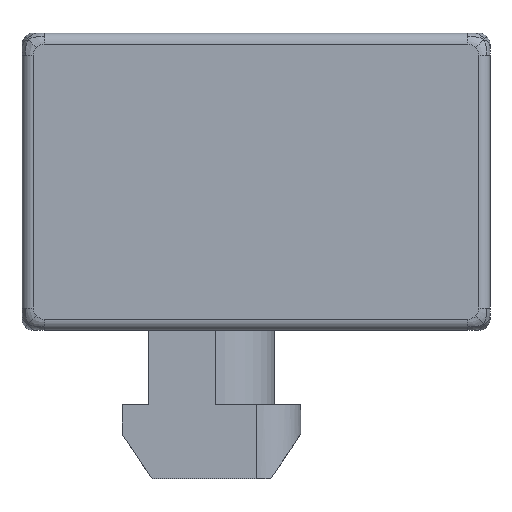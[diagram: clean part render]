
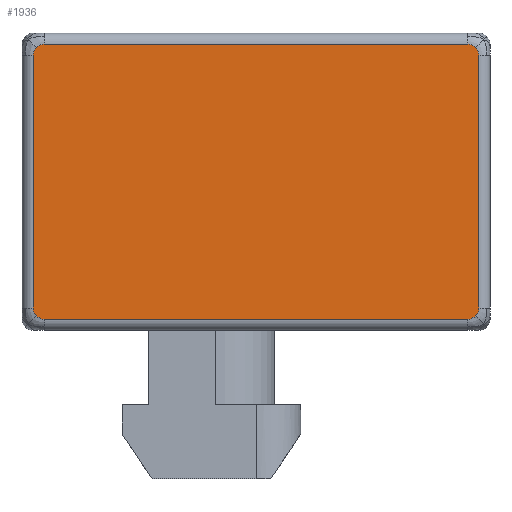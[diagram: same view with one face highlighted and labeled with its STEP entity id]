
A CAD part, front view. The second image highlights one B-rep face of the part: STEP entity #1936.
In plain terms, the highlighted planar face has unit normal (0, -1, 0).
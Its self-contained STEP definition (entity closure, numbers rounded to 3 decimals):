
#27=PLANE('',#2114);
#74=LINE('',#4896,#186);
#77=LINE('',#4900,#189);
#81=LINE('',#4906,#193);
#82=LINE('',#4908,#194);
#186=VECTOR('',#2409,10.);
#189=VECTOR('',#2414,10.);
#193=VECTOR('',#2422,10.);
#194=VECTOR('',#2425,10.);
#372=FACE_OUTER_BOUND('',#487,.T.);
#487=EDGE_LOOP('',(#1488,#1489,#1490,#1491,#1492,#1493,#1494,#1495,#1496,
#1497,#1498,#1499));
#584=CIRCLE('',#2040,0.75);
#587=CIRCLE('',#2043,0.75);
#600=CIRCLE('',#2056,0.75);
#603=CIRCLE('',#2059,0.75);
#614=CIRCLE('',#2070,0.75);
#617=CIRCLE('',#2073,0.75);
#624=CIRCLE('',#2080,0.75);
#627=CIRCLE('',#2083,0.75);
#777=VERTEX_POINT('',#3508);
#778=VERTEX_POINT('',#3515);
#780=VERTEX_POINT('',#3561);
#797=VERTEX_POINT('',#3892);
#798=VERTEX_POINT('',#3899);
#800=VERTEX_POINT('',#3945);
#813=VERTEX_POINT('',#4222);
#814=VERTEX_POINT('',#4229);
#816=VERTEX_POINT('',#4275);
#825=VERTEX_POINT('',#4460);
#826=VERTEX_POINT('',#4467);
#828=VERTEX_POINT('',#4513);
#981=EDGE_CURVE('',#777,#778,#584,.T.);
#985=EDGE_CURVE('',#780,#777,#587,.T.);
#1007=EDGE_CURVE('',#797,#798,#600,.T.);
#1011=EDGE_CURVE('',#800,#797,#603,.T.);
#1029=EDGE_CURVE('',#813,#814,#614,.T.);
#1033=EDGE_CURVE('',#816,#813,#617,.T.);
#1045=EDGE_CURVE('',#825,#826,#624,.T.);
#1049=EDGE_CURVE('',#828,#825,#627,.T.);
#1083=EDGE_CURVE('',#814,#780,#74,.T.);
#1086=EDGE_CURVE('',#778,#800,#77,.T.);
#1090=EDGE_CURVE('',#798,#828,#81,.T.);
#1091=EDGE_CURVE('',#826,#816,#82,.T.);
#1488=ORIENTED_EDGE('',*,*,#985,.F.);
#1489=ORIENTED_EDGE('',*,*,#1083,.F.);
#1490=ORIENTED_EDGE('',*,*,#1029,.F.);
#1491=ORIENTED_EDGE('',*,*,#1033,.F.);
#1492=ORIENTED_EDGE('',*,*,#1091,.F.);
#1493=ORIENTED_EDGE('',*,*,#1045,.F.);
#1494=ORIENTED_EDGE('',*,*,#1049,.F.);
#1495=ORIENTED_EDGE('',*,*,#1090,.F.);
#1496=ORIENTED_EDGE('',*,*,#1007,.F.);
#1497=ORIENTED_EDGE('',*,*,#1011,.F.);
#1498=ORIENTED_EDGE('',*,*,#1086,.F.);
#1499=ORIENTED_EDGE('',*,*,#981,.F.);
#1936=ADVANCED_FACE('',(#372),#27,.T.);
#2040=AXIS2_PLACEMENT_3D('',#3516,#2255,#2256);
#2043=AXIS2_PLACEMENT_3D('',#3563,#2261,#2262);
#2056=AXIS2_PLACEMENT_3D('',#3900,#2287,#2288);
#2059=AXIS2_PLACEMENT_3D('',#3947,#2293,#2294);
#2070=AXIS2_PLACEMENT_3D('',#4230,#2315,#2316);
#2073=AXIS2_PLACEMENT_3D('',#4277,#2321,#2322);
#2080=AXIS2_PLACEMENT_3D('',#4468,#2335,#2336);
#2083=AXIS2_PLACEMENT_3D('',#4515,#2341,#2342);
#2114=AXIS2_PLACEMENT_3D('',#4910,#2427,#2428);
#2255=DIRECTION('center_axis',(0.,1.,0.));
#2256=DIRECTION('ref_axis',(-0.707,0.,0.707));
#2261=DIRECTION('center_axis',(0.,1.,0.));
#2262=DIRECTION('ref_axis',(-0.707,0.,0.707));
#2287=DIRECTION('center_axis',(0.,1.,0.));
#2288=DIRECTION('ref_axis',(0.707,0.,0.707));
#2293=DIRECTION('center_axis',(0.,1.,0.));
#2294=DIRECTION('ref_axis',(0.707,0.,0.707));
#2315=DIRECTION('center_axis',(0.,1.,0.));
#2316=DIRECTION('ref_axis',(-0.707,0.,-0.707));
#2321=DIRECTION('center_axis',(0.,1.,0.));
#2322=DIRECTION('ref_axis',(-0.707,0.,-0.707));
#2335=DIRECTION('center_axis',(0.,1.,0.));
#2336=DIRECTION('ref_axis',(0.707,0.,-0.707));
#2341=DIRECTION('center_axis',(0.,1.,0.));
#2342=DIRECTION('ref_axis',(0.707,0.,-0.707));
#2409=DIRECTION('',(0.,0.,1.));
#2414=DIRECTION('',(1.,0.,0.));
#2422=DIRECTION('',(0.,0.,-1.));
#2425=DIRECTION('',(-1.,0.,0.));
#2427=DIRECTION('center_axis',(0.,-1.,0.));
#2428=DIRECTION('ref_axis',(0.,0.,-1.));
#3508=CARTESIAN_POINT('',(0.97,-10.,9.03));
#3515=CARTESIAN_POINT('',(1.5,-10.,9.25));
#3516=CARTESIAN_POINT('Origin',(1.5,-10.,8.5));
#3561=CARTESIAN_POINT('',(0.75,-10.,8.5));
#3563=CARTESIAN_POINT('Origin',(1.5,-10.,8.5));
#3892=CARTESIAN_POINT('',(30.53,-10.,9.03));
#3899=CARTESIAN_POINT('',(30.75,-10.,8.5));
#3900=CARTESIAN_POINT('Origin',(30.,-10.,8.5));
#3945=CARTESIAN_POINT('',(30.,-10.,9.25));
#3947=CARTESIAN_POINT('Origin',(30.,-10.,8.5));
#4222=CARTESIAN_POINT('',(0.97,-10.,-9.03));
#4229=CARTESIAN_POINT('',(0.75,-10.,-8.5));
#4230=CARTESIAN_POINT('Origin',(1.5,-10.,-8.5));
#4275=CARTESIAN_POINT('',(1.5,-10.,-9.25));
#4277=CARTESIAN_POINT('Origin',(1.5,-10.,-8.5));
#4460=CARTESIAN_POINT('',(30.53,-10.,-9.03));
#4467=CARTESIAN_POINT('',(30.,-10.,-9.25));
#4468=CARTESIAN_POINT('Origin',(30.,-10.,-8.5));
#4513=CARTESIAN_POINT('',(30.75,-10.,-8.5));
#4515=CARTESIAN_POINT('Origin',(30.,-10.,-8.5));
#4896=CARTESIAN_POINT('',(0.75,-10.,0.));
#4900=CARTESIAN_POINT('',(-0.63,-10.,9.25));
#4906=CARTESIAN_POINT('',(30.75,-10.,0.));
#4908=CARTESIAN_POINT('',(-0.63,-10.,-9.25));
#4910=CARTESIAN_POINT('Origin',(-0.63,-10.,0.));
